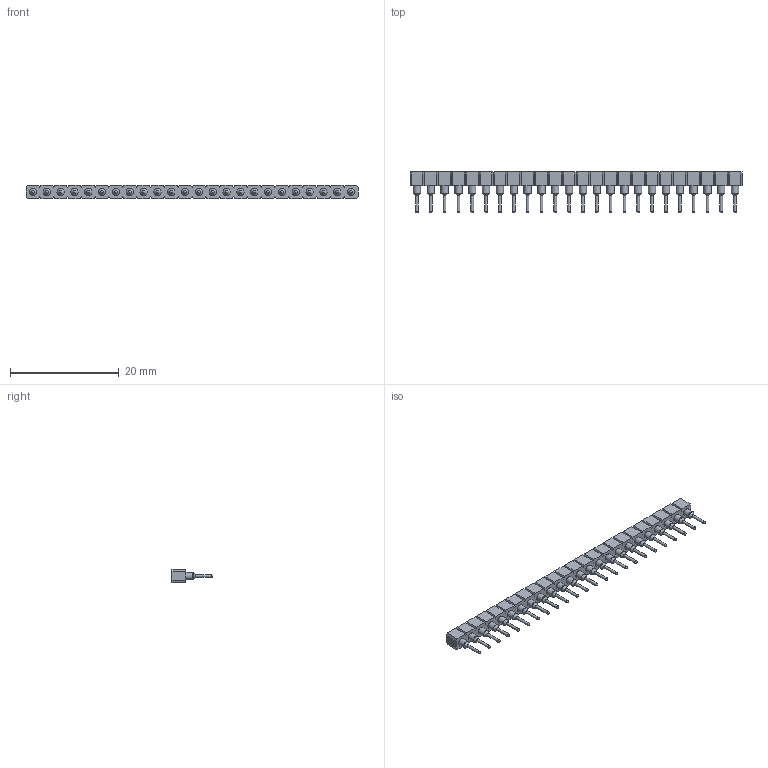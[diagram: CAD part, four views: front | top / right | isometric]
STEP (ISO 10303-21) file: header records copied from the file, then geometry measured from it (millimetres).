
FILE_DESCRIPTION( ( 'STEP AP214' ), '1' );
FILE_NAME( 'SS-124-TT-2.stp', '2020-05-31T17:52:21', ( 'License CC BY-ND 4.0' ), ( 'CADENAS' ), ' ', 'PARTsolutions', ' ' );
FILE_SCHEMA( ( 'AUTOMOTIVE_DESIGN { 1 0 10303 214 1 1 1 1 }' ) );
Length unit declared in the file: inch
Products named in the file (3): SS-124-TT-2; _SS-124_socket; _SC-1P1_pins
Assembly tree (25 placements, depth 2):
  SS-124-TT-2
    _SS-124_socket
    _SC-1P1_pins  x24
Bounding box: 60.96 x 7.62 x 2.54 mm (x, y, z)
Volume: 377 mm3; surface area: 1917.7 mm2
Topology: 25 solids, 25 shells, 604 faces, 1302 edges, 844 vertices
Faces by surface type: plane 292, cylinder 192, cone 96, sphere 24
Full cylindrical faces by diameter (mm): 0.508 x24, 0.914 x24, 1.016 x24, 1.321 x72, 1.829 x48
Entity records: 9062 total; most frequent: CARTESIAN_POINT 1216, DIRECTION 1184, ORIENTED_EDGE 1098, EDGE_CURVE 549, LINE 438, VECTOR 438, VERTEX_POINT 405, AXIS2_PLACEMENT_3D 373
